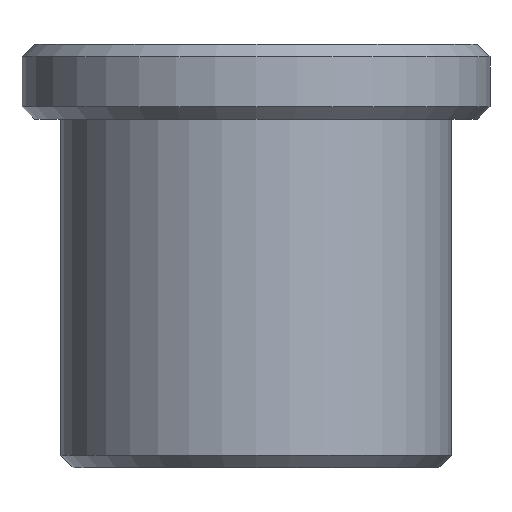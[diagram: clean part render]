
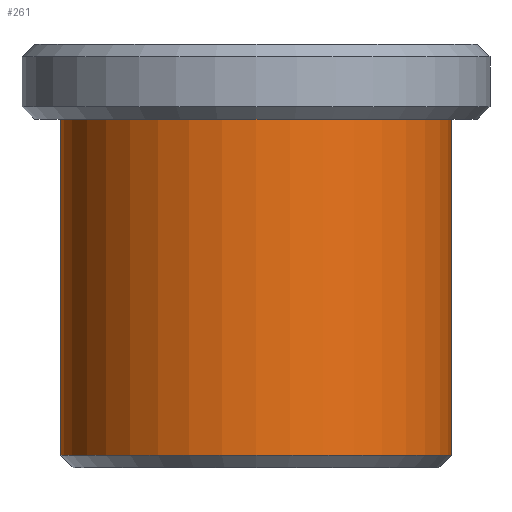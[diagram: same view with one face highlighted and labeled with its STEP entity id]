
A CAD part, front view. The second image highlights one B-rep face of the part: STEP entity #261.
In plain terms, the highlighted cylindrical face has radius 3.925 mm (diameter 7.85 mm), a partial arc.
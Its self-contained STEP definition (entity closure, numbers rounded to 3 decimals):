
#65 = LINE ( 'NONE', #644, #319 ) ;
#66 = EDGE_CURVE ( 'NONE', #456, #466, #266, .T. ) ;
#68 = VERTEX_POINT ( 'NONE', #412 ) ;
#74 = ORIENTED_EDGE ( 'NONE', *, *, #250, .F. ) ;
#86 = CARTESIAN_POINT ( 'NONE',  ( 9.275, 6.197, 3.559 ) ) ;
#91 = EDGE_CURVE ( 'NONE', #466, #68, #483, .T. ) ;
#92 = DIRECTION ( 'NONE',  ( 0., 0., 1. ) ) ;
#99 = DIRECTION ( 'NONE',  ( 1., 0., 0. ) ) ;
#109 = DIRECTION ( 'NONE',  ( 0., 0., 1. ) ) ;
#110 = CYLINDRICAL_SURFACE ( 'NONE', #341, 3.925 ) ;
#250 = EDGE_CURVE ( 'NONE', #364, #68, #459, .T. ) ;
#254 = FACE_OUTER_BOUND ( 'NONE', #393, .T. ) ;
#261 = ADVANCED_FACE ( 'NONE', ( #254 ), #110, .T. ) ;
#266 = CIRCLE ( 'NONE', #634, 3.925 ) ;
#305 = CARTESIAN_POINT ( 'NONE',  ( 9.275, 6.197, -3.441 ) ) ;
#315 = DIRECTION ( 'NONE',  ( 0., 0., 1. ) ) ;
#319 = VECTOR ( 'NONE', #632, 1000. ) ;
#336 = DIRECTION ( 'NONE',  ( 1., 0., 0. ) ) ;
#341 = AXIS2_PLACEMENT_3D ( 'NONE', #305, #315, #336 ) ;
#364 = VERTEX_POINT ( 'NONE', #572 ) ;
#393 = EDGE_LOOP ( 'NONE', ( #439, #599, #532, #74 ) ) ;
#407 = CARTESIAN_POINT ( 'NONE',  ( 13.2, 6.197, -3.441 ) ) ;
#412 = CARTESIAN_POINT ( 'NONE',  ( 13.2, 6.197, 3.559 ) ) ;
#439 = ORIENTED_EDGE ( 'NONE', *, *, #509, .F. ) ;
#456 = VERTEX_POINT ( 'NONE', #513 ) ;
#459 = CIRCLE ( 'NONE', #472, 3.925 ) ;
#462 = VECTOR ( 'NONE', #109, 1000. ) ;
#466 = VERTEX_POINT ( 'NONE', #630 ) ;
#472 = AXIS2_PLACEMENT_3D ( 'NONE', #86, #92, #99 ) ;
#483 = LINE ( 'NONE', #407, #462 ) ;
#509 = EDGE_CURVE ( 'NONE', #456, #364, #65, .T. ) ;
#513 = CARTESIAN_POINT ( 'NONE',  ( 5.35, 6.197, -3.191 ) ) ;
#532 = ORIENTED_EDGE ( 'NONE', *, *, #91, .T. ) ;
#572 = CARTESIAN_POINT ( 'NONE',  ( 5.35, 6.197, 3.559 ) ) ;
#599 = ORIENTED_EDGE ( 'NONE', *, *, #66, .T. ) ;
#630 = CARTESIAN_POINT ( 'NONE',  ( 13.2, 6.197, -3.191 ) ) ;
#632 = DIRECTION ( 'NONE',  ( 0., 0., 1. ) ) ;
#634 = AXIS2_PLACEMENT_3D ( 'NONE', #640, #642, #649 ) ;
#640 = CARTESIAN_POINT ( 'NONE',  ( 9.275, 6.197, -3.191 ) ) ;
#642 = DIRECTION ( 'NONE',  ( 0., 0., 1. ) ) ;
#644 = CARTESIAN_POINT ( 'NONE',  ( 5.35, 6.197, -3.441 ) ) ;
#649 = DIRECTION ( 'NONE',  ( 1., 0., 0. ) ) ;
